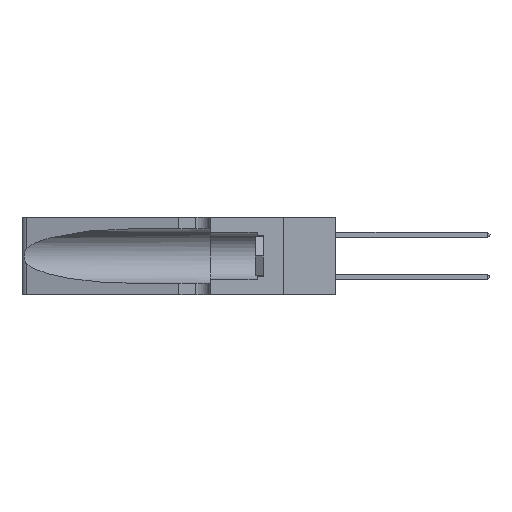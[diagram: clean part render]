
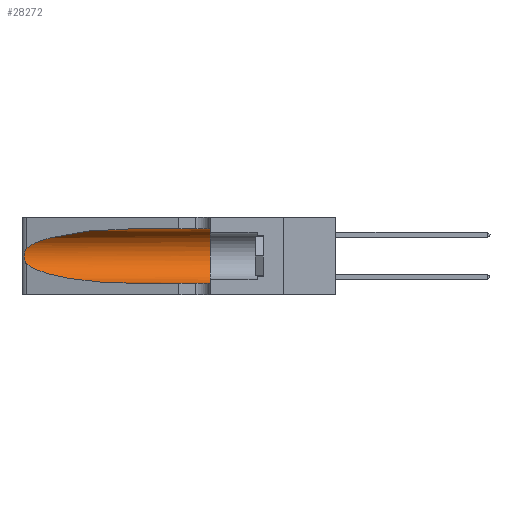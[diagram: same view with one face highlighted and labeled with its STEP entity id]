
A CAD part, left-side view. The second image highlights one B-rep face of the part: STEP entity #28272.
In plain terms, the highlighted cylindrical face has radius 3.308 mm (diameter 6.617 mm), a partial arc.
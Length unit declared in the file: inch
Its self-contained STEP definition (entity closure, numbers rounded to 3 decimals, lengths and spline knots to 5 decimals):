
#675 = EDGE_CURVE ( 'NONE', #30435, #11530, #35156, .T. ) ;
#854 = CARTESIAN_POINT ( 'NONE',  ( 0.26075, 1.23896, 0.178 ) ) ;
#1358 = ORIENTED_EDGE ( 'NONE', *, *, #9274, .T. ) ;
#1399 = ORIENTED_EDGE ( 'NONE', *, *, #26483, .F. ) ;
#1411 = CARTESIAN_POINT ( 'NONE',  ( 0.25555, 1.22993, 0.14849 ) ) ;
#2294 = DIRECTION ( 'NONE',  ( 0., -1., 0. ) ) ;
#2600 = CARTESIAN_POINT ( 'NONE',  ( 0.1305, 0.35, 0.05475 ) ) ;
#3068 = CARTESIAN_POINT ( 'NONE',  ( 0.25487, 1.22718, 0.22369 ) ) ;
#3653 = DIRECTION ( 'NONE',  ( 0., 0., -1. ) ) ;
#3967 = CARTESIAN_POINT ( 'NONE',  ( 0.25856, 1.23593, 0.16098 ) ) ;
#4389 = AXIS2_PLACEMENT_3D ( 'NONE', #38927, #8297, #29864 ) ;
#6738 = FACE_OUTER_BOUND ( 'NONE', #14096, .T. ) ;
#7088 = CARTESIAN_POINT ( 'NONE',  ( 0.25639, 1.23186, 0.15144 ) ) ;
#7353 = VECTOR ( 'NONE', #34550, 39.37008 ) ;
#8026 = VECTOR ( 'NONE', #2294, 39.37008 ) ;
#8297 = DIRECTION ( 'NONE',  ( 0., 1., 0. ) ) ;
#8445 = VERTEX_POINT ( 'NONE', #16263 ) ;
#8571 = CARTESIAN_POINT ( 'NONE',  ( 0.25487, 1.22718, 0.22369 ) ) ;
#8810 = CIRCLE ( 'NONE', #4389, 0.13025 ) ;
#8990 = LINE ( 'NONE', #29644, #8026 ) ;
#9274 = EDGE_CURVE ( 'NONE', #11530, #23000, #8990, .T. ) ;
#11490 = EDGE_CURVE ( 'NONE', #11566, #23000, #8810, .T. ) ;
#11530 = VERTEX_POINT ( 'NONE', #17615 ) ;
#11566 = VERTEX_POINT ( 'NONE', #29364 ) ;
#13071 = CARTESIAN_POINT ( 'NONE',  ( 0.25487, 1.22718, 0.22369 ) ) ;
#13683 = CARTESIAN_POINT ( 'NONE',  ( 0.25487, 1.22718, 0.14631 ) ) ;
#14096 = EDGE_LOOP ( 'NONE', ( #36060, #31927, #18169, #1358, #25843, #1399 ) ) ;
#14837 = EDGE_CURVE ( 'NONE', #19303, #30435, #25230, .T. ) ;
#15694 = CARTESIAN_POINT ( 'NONE',  ( 0.1305, 1.61858, 0.185 ) ) ;
#16135 = CARTESIAN_POINT ( 'NONE',  ( 0.25787, 1.23484, 0.2124 ) ) ;
#16219 = CARTESIAN_POINT ( 'NONE',  ( 0.1305, 1.61858, 0.31525 ) ) ;
#16263 = CARTESIAN_POINT ( 'NONE',  ( 0.1305, 0.72297, 0.31525 ) ) ;
#16270 = CARTESIAN_POINT ( 'NONE',  ( 0.25639, 1.23184, 0.21858 ) ) ;
#17615 = CARTESIAN_POINT ( 'NONE',  ( 0.1305, 0.72297, 0.05475 ) ) ;
#18040 = AXIS2_PLACEMENT_3D ( 'NONE', #15694, #36975, #3653 ) ;
#18169 = ORIENTED_EDGE ( 'NONE', *, *, #675, .T. ) ;
#19303 = VERTEX_POINT ( 'NONE', #3068 ) ;
#19307 = EDGE_CURVE ( 'NONE', #8445, #19303, #19849, .T. ) ;
#19849 =( BOUNDED_CURVE ( )  B_SPLINE_CURVE ( 3, ( #27407, #30014, #35985, #8571 ),
 .UNSPECIFIED., .F., .F. ) 
 B_SPLINE_CURVE_WITH_KNOTS ( ( 4, 4 ),
 ( 1.5708, 2.84003 ),
 .UNSPECIFIED. ) 
 CURVE ( )  GEOMETRIC_REPRESENTATION_ITEM ( )  RATIONAL_B_SPLINE_CURVE ( ( 1., 0.87, 0.87, 1. ) ) 
 REPRESENTATION_ITEM ( '' )  );
#22285 = CARTESIAN_POINT ( 'NONE',  ( 0.26017, 1.23833, 0.17102 ) ) ;
#23000 = VERTEX_POINT ( 'NONE', #2600 ) ;
#25230 = B_SPLINE_CURVE_WITH_KNOTS ( 'NONE', 3,
 ( #13071, #34470, #16270, #16135, #37435, #37572, #33925, #854, #22285, #3967, #25392, #7088, #1411, #28967 ),
 .UNSPECIFIED., .F., .F.,
 ( 4, 2, 2, 2, 2, 2, 4 ),
 ( 0., 0.00027, 0.00053, 0.00107, 0.0016, 0.00187, 0.00214 ),
 .UNSPECIFIED. ) ;
#25392 = CARTESIAN_POINT ( 'NONE',  ( 0.25789, 1.23486, 0.15765 ) ) ;
#25843 = ORIENTED_EDGE ( 'NONE', *, *, #11490, .F. ) ;
#26483 = EDGE_CURVE ( 'NONE', #8445, #11566, #30724, .T. ) ;
#26596 = CARTESIAN_POINT ( 'NONE',  ( 0.18966, 0.96281, 0.05475 ) ) ;
#27407 = CARTESIAN_POINT ( 'NONE',  ( 0.1305, 0.72297, 0.31525 ) ) ;
#28272 = ADVANCED_FACE ( 'NONE', ( #6738 ), #38663, .F. ) ;
#28967 = CARTESIAN_POINT ( 'NONE',  ( 0.25487, 1.22718, 0.14631 ) ) ;
#29364 = CARTESIAN_POINT ( 'NONE',  ( 0.1305, 0.35, 0.31525 ) ) ;
#29644 = CARTESIAN_POINT ( 'NONE',  ( 0.1305, 1.61858, 0.05475 ) ) ;
#29864 = DIRECTION ( 'NONE',  ( 0., 0., 1. ) ) ;
#30014 = CARTESIAN_POINT ( 'NONE',  ( 0.18966, 0.96281, 0.31525 ) ) ;
#30435 = VERTEX_POINT ( 'NONE', #13683 ) ;
#30724 = LINE ( 'NONE', #16219, #7353 ) ;
#31927 = ORIENTED_EDGE ( 'NONE', *, *, #14837, .T. ) ;
#32969 = CARTESIAN_POINT ( 'NONE',  ( 0.25487, 1.22718, 0.14631 ) ) ;
#33925 = CARTESIAN_POINT ( 'NONE',  ( 0.26075, 1.23896, 0.19203 ) ) ;
#34470 = CARTESIAN_POINT ( 'NONE',  ( 0.25555, 1.22994, 0.2215 ) ) ;
#34550 = DIRECTION ( 'NONE',  ( 0., -1., 0. ) ) ;
#35156 =( BOUNDED_CURVE ( )  B_SPLINE_CURVE ( 3, ( #32969, #36070, #26596, #39157 ),
 .UNSPECIFIED., .F., .T. ) 
 B_SPLINE_CURVE_WITH_KNOTS ( ( 4, 4 ),
 ( 3.44316, 4.71239 ),
 .UNSPECIFIED. ) 
 CURVE ( )  GEOMETRIC_REPRESENTATION_ITEM ( )  RATIONAL_B_SPLINE_CURVE ( ( 1., 0.87, 0.87, 1. ) ) 
 REPRESENTATION_ITEM ( '' )  );
#35985 = CARTESIAN_POINT ( 'NONE',  ( 0.2373, 1.15595, 0.28018 ) ) ;
#36060 = ORIENTED_EDGE ( 'NONE', *, *, #19307, .T. ) ;
#36070 = CARTESIAN_POINT ( 'NONE',  ( 0.2373, 1.15595, 0.08982 ) ) ;
#36975 = DIRECTION ( 'NONE',  ( 0., -1., 0. ) ) ;
#37435 = CARTESIAN_POINT ( 'NONE',  ( 0.25854, 1.2359, 0.20912 ) ) ;
#37572 = CARTESIAN_POINT ( 'NONE',  ( 0.26018, 1.23835, 0.19895 ) ) ;
#38663 = CYLINDRICAL_SURFACE ( 'NONE', #18040, 0.13025 ) ;
#38927 = CARTESIAN_POINT ( 'NONE',  ( 0.1305, 0.35, 0.185 ) ) ;
#39157 = CARTESIAN_POINT ( 'NONE',  ( 0.1305, 0.72297, 0.05475 ) ) ;
